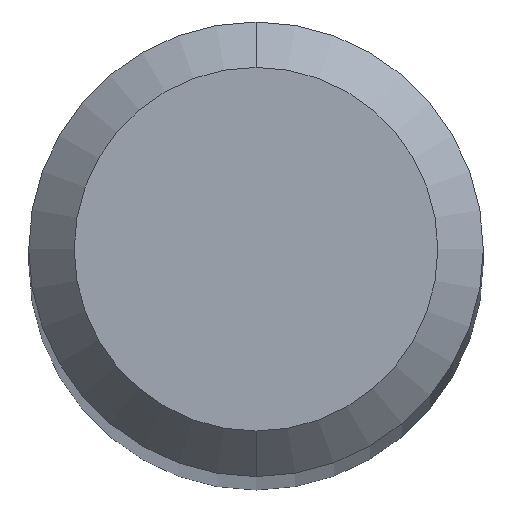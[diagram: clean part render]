
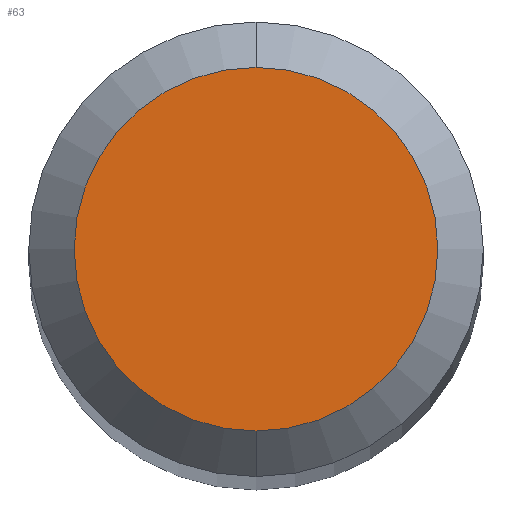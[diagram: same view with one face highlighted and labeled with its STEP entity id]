
A CAD part, top view. The second image highlights one B-rep face of the part: STEP entity #63.
In plain terms, the highlighted planar face has unit normal (0, 0, 1).
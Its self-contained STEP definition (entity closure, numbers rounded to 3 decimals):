
#1 = VERTEX_POINT ( 'NONE', #70 ) ;
#9 = DIRECTION ( 'NONE',  ( 0., 0., 1. ) ) ;
#21 = DIRECTION ( 'NONE',  ( 0., 0., 1. ) ) ;
#22 = AXIS2_PLACEMENT_3D ( 'NONE', #150, #72, #74 ) ;
#46 = CIRCLE ( 'NONE', #163, 2.316 ) ;
#57 = CARTESIAN_POINT ( 'NONE',  ( 0., 0., 0. ) ) ;
#58 = EDGE_CURVE ( 'NONE', #1, #126, #115, .T. ) ;
#63 = ADVANCED_FACE ( 'NONE', ( #67 ), #131, .F. ) ;
#67 = FACE_OUTER_BOUND ( 'NONE', #184, .T. ) ;
#70 = CARTESIAN_POINT ( 'NONE',  ( 0., -2.316, 0. ) ) ;
#72 = DIRECTION ( 'NONE',  ( 0., 0., -1. ) ) ;
#74 = DIRECTION ( 'NONE',  ( 0., 1., 0. ) ) ;
#80 = ORIENTED_EDGE ( 'NONE', *, *, #146, .T. ) ;
#102 = CARTESIAN_POINT ( 'NONE',  ( 0., 0., 0. ) ) ;
#111 = AXIS2_PLACEMENT_3D ( 'NONE', #57, #21, #173 ) ;
#115 = CIRCLE ( 'NONE', #111, 2.316 ) ;
#116 = DIRECTION ( 'NONE',  ( 0., 1., 0. ) ) ;
#126 = VERTEX_POINT ( 'NONE', #206 ) ;
#131 = PLANE ( 'NONE',  #22 ) ;
#146 = EDGE_CURVE ( 'NONE', #126, #1, #46, .T. ) ;
#147 = ORIENTED_EDGE ( 'NONE', *, *, #58, .T. ) ;
#150 = CARTESIAN_POINT ( 'NONE',  ( 0., 2.896, 0. ) ) ;
#163 = AXIS2_PLACEMENT_3D ( 'NONE', #102, #9, #116 ) ;
#173 = DIRECTION ( 'NONE',  ( 0., 1., 0. ) ) ;
#184 = EDGE_LOOP ( 'NONE', ( #80, #147 ) ) ;
#206 = CARTESIAN_POINT ( 'NONE',  ( 0., 2.316, 0. ) ) ;
